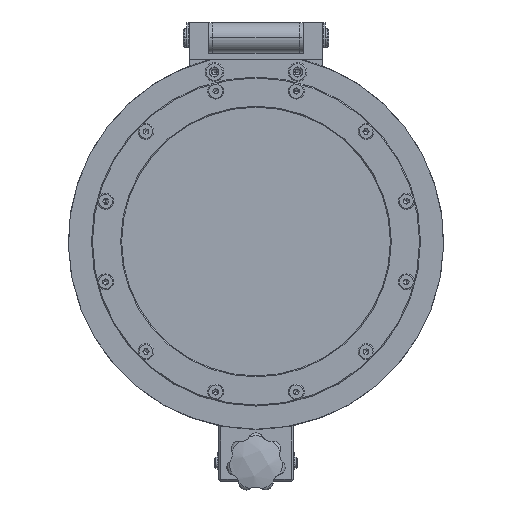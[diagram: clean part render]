
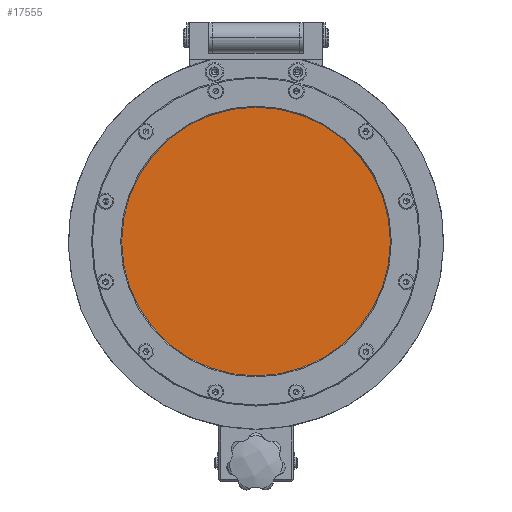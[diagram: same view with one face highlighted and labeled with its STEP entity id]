
A CAD part, top view. The second image highlights one B-rep face of the part: STEP entity #17555.
In plain terms, the highlighted planar face has unit normal (0, 0, 1).
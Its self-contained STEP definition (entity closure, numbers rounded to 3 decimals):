
#1664 = DIRECTION ( 'NONE',  ( 0., 0., 1. ) ) ;
#3920 = AXIS2_PLACEMENT_3D ( 'NONE', #13271, #1664, #17975 ) ;
#5960 = VERTEX_POINT ( 'NONE', #15194 ) ;
#11466 = ORIENTED_EDGE ( 'NONE', *, *, #15559, .T. ) ;
#13201 = EDGE_LOOP ( 'NONE', ( #11466, #21769 ) ) ;
#13271 = CARTESIAN_POINT ( 'NONE',  ( 0., 0., 35.4 ) ) ;
#14354 = EDGE_CURVE ( 'NONE', #5960, #25007, #23347, .T. ) ;
#15194 = CARTESIAN_POINT ( 'NONE',  ( -73., 0., 35.4 ) ) ;
#15559 = EDGE_CURVE ( 'NONE', #25007, #5960, #18303, .T. ) ;
#17555 = ADVANCED_FACE ( 'NONE', ( #45661 ), #47364, .F. ) ;
#17975 = DIRECTION ( 'NONE',  ( 1., 0., 0. ) ) ;
#18303 = CIRCLE ( 'NONE', #43479, 73. ) ;
#19722 = AXIS2_PLACEMENT_3D ( 'NONE', #46292, #46281, #46230 ) ;
#21769 = ORIENTED_EDGE ( 'NONE', *, *, #14354, .T. ) ;
#23347 = CIRCLE ( 'NONE', #3920, 73. ) ;
#25007 = VERTEX_POINT ( 'NONE', #25539 ) ;
#25539 = CARTESIAN_POINT ( 'NONE',  ( 73., 0., 35.4 ) ) ;
#28193 = CARTESIAN_POINT ( 'NONE',  ( 0., 0., 35.4 ) ) ;
#28789 = DIRECTION ( 'NONE',  ( 0., 0., 1. ) ) ;
#29643 = DIRECTION ( 'NONE',  ( 1., 0., 0. ) ) ;
#43479 = AXIS2_PLACEMENT_3D ( 'NONE', #28193, #28789, #29643 ) ;
#45661 = FACE_OUTER_BOUND ( 'NONE', #13201, .T. ) ;
#46230 = DIRECTION ( 'NONE',  ( 0., 1., 0. ) ) ;
#46281 = DIRECTION ( 'NONE',  ( 0., 0., -1. ) ) ;
#46292 = CARTESIAN_POINT ( 'NONE',  ( 0., -79.228, 35.4 ) ) ;
#47364 = PLANE ( 'NONE',  #19722 ) ;
